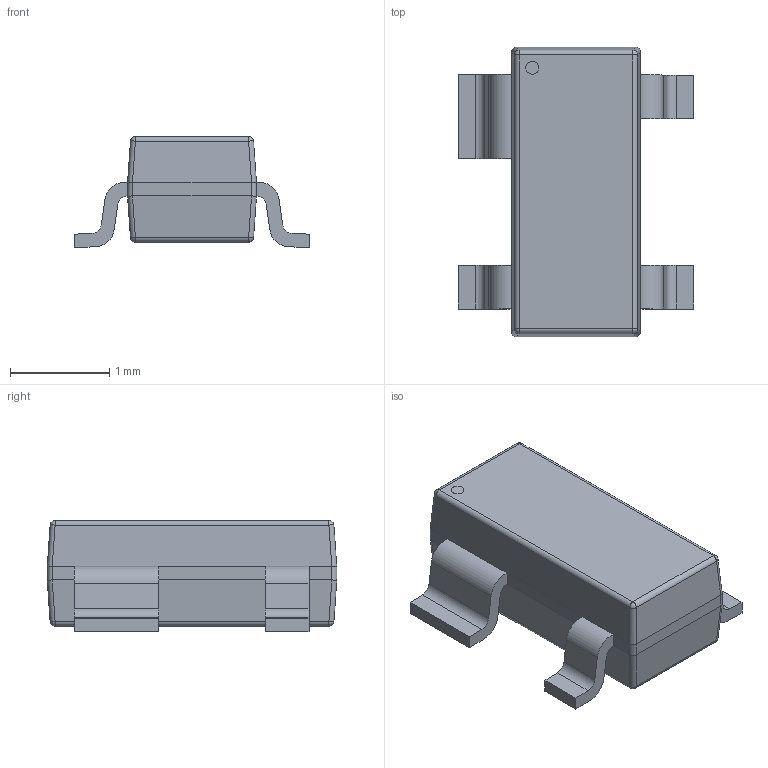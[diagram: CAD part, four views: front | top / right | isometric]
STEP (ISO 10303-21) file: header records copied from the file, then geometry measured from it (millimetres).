
FILE_DESCRIPTION(('CAx-IF Rec.Pracs.---Model Styling and Organization---1.5---2016-08-15','CAx-IF Rec.Pracs.---Geometric and Assembly Validation Properties---4.4---2016-08-17','CAx-IF Rec.Pracs.---User Defined Attributes---1.5---2016-08-15','CAx-IF Rec.Pracs.---External References---2.1---2005-01-19'),'2;1');
FILE_NAME('1550891.step','2023-03-15T07:40:07',('Unspecified'),('Unspecified'),'CAD Exchanger 3.8.1 (cadexchanger.com)','Unspecified','');
FILE_SCHEMA(('AUTOMOTIVE_DESIGN { 1 0 10303 214 1 1 1 1 }'));
Length unit declared in the file: millimetre
Products named in the file (1): STM6315RGW13F
Bounding box: 2.37 x 2.92 x 1.12 mm (x, y, z)
Volume: 4.2 mm3; surface area: 21 mm2
Topology: 6 solids, 6 shells, 97 faces, 228 edges, 144 vertices
Faces by surface type: plane 49, cylinder 40, sphere 8
Entity records: 2899 total; most frequent: CARTESIAN_POINT 494, DIRECTION 480, ORIENTED_EDGE 456, EDGE_CURVE 228, AXIS2_PLACEMENT_3D 162, LINE 156, VECTOR 156, VERTEX_POINT 144
